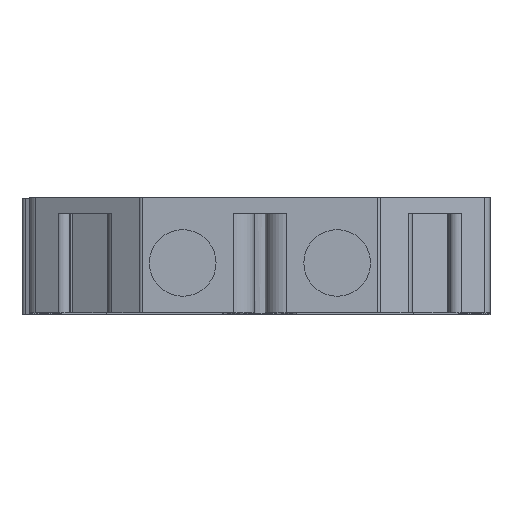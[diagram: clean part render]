
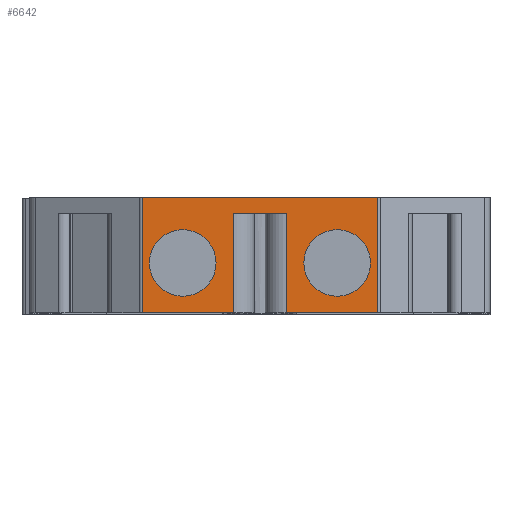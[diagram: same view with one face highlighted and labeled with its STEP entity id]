
A CAD part, top view. The second image highlights one B-rep face of the part: STEP entity #6642.
In plain terms, the highlighted planar face has unit normal (0, 0, 1).
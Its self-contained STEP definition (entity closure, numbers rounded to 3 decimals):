
#110=PLANE('',#7029);
#215=LINE('',#8701,#729);
#253=LINE('',#8831,#767);
#282=LINE('',#8924,#796);
#382=LINE('',#9167,#896);
#383=LINE('',#9169,#897);
#433=LINE('',#9307,#947);
#492=LINE('',#9476,#1006);
#493=LINE('',#9478,#1007);
#729=VECTOR('',#7292,1000.);
#767=VECTOR('',#7406,1000.);
#796=VECTOR('',#7473,1000.);
#896=VECTOR('',#7713,1000.);
#897=VECTOR('',#7716,1000.);
#947=VECTOR('',#7842,1000.);
#1006=VECTOR('',#7977,1000.);
#1007=VECTOR('',#7980,1000.);
#1861=ORIENTED_EDGE('',*,*,#2940,.F.);
#1862=ORIENTED_EDGE('',*,*,#3026,.T.);
#1863=ORIENTED_EDGE('',*,*,#2750,.F.);
#1864=ORIENTED_EDGE('',*,*,#2871,.T.);
#1865=ORIENTED_EDGE('',*,*,#2646,.T.);
#1866=ORIENTED_EDGE('',*,*,#2870,.T.);
#1867=ORIENTED_EDGE('',*,*,#2705,.T.);
#1868=ORIENTED_EDGE('',*,*,#3025,.T.);
#1869=ORIENTED_EDGE('',*,*,#2867,.F.);
#1870=ORIENTED_EDGE('',*,*,#2910,.F.);
#2646=EDGE_CURVE('',#3343,#3342,#215,.T.);
#2705=EDGE_CURVE('',#3397,#3396,#253,.T.);
#2750=EDGE_CURVE('',#3441,#3442,#282,.T.);
#2867=EDGE_CURVE('',#3513,#3513,#3869,.F.);
#2870=EDGE_CURVE('',#3342,#3397,#382,.T.);
#2871=EDGE_CURVE('',#3441,#3343,#383,.T.);
#2910=EDGE_CURVE('',#3537,#3537,#3882,.F.);
#2940=EDGE_CURVE('',#3564,#3565,#433,.T.);
#3025=EDGE_CURVE('',#3396,#3565,#492,.T.);
#3026=EDGE_CURVE('',#3564,#3442,#493,.F.);
#3342=VERTEX_POINT('',#8700);
#3343=VERTEX_POINT('',#8702);
#3396=VERTEX_POINT('',#8830);
#3397=VERTEX_POINT('',#8832);
#3441=VERTEX_POINT('',#8923);
#3442=VERTEX_POINT('',#8925);
#3513=VERTEX_POINT('',#9162);
#3537=VERTEX_POINT('',#9247);
#3564=VERTEX_POINT('',#9306);
#3565=VERTEX_POINT('',#9308);
#3869=CIRCLE('',#6949,3.15);
#3882=CIRCLE('',#6980,3.15);
#4111=EDGE_LOOP('',(#1861,#1862,#1863,#1864,#1865,#1866,#1867,#1868));
#4112=EDGE_LOOP('',(#1869));
#4113=EDGE_LOOP('',(#1870));
#4415=FACE_BOUND('',#4111,.T.);
#4416=FACE_BOUND('',#4112,.T.);
#4417=FACE_BOUND('',#4113,.T.);
#6642=ADVANCED_FACE('',(#4415,#4416,#4417),#110,.T.);
#6949=AXIS2_PLACEMENT_3D('',#9161,#7706,#7707);
#6980=AXIS2_PLACEMENT_3D('',#9246,#7798,#7799);
#7029=AXIS2_PLACEMENT_3D('',#9477,#7978,#7979);
#7292=DIRECTION('',(1.,0.,0.));
#7406=DIRECTION('',(1.,0.,0.));
#7473=DIRECTION('',(-1.,0.,0.));
#7706=DIRECTION('',(0.,0.,-1.));
#7707=DIRECTION('',(1.,0.,0.));
#7713=DIRECTION('',(0.,-1.,0.));
#7716=DIRECTION('',(0.,1.,0.));
#7798=DIRECTION('',(0.,0.,-1.));
#7799=DIRECTION('',(-1.,0.,0.));
#7842=DIRECTION('',(1.,0.,0.));
#7977=DIRECTION('',(0.,1.,0.));
#7978=DIRECTION('',(0.,0.,1.));
#7979=DIRECTION('',(1.,0.,0.));
#7980=DIRECTION('',(0.,1.,0.));
#8700=CARTESIAN_POINT('',(2.5,-1.5,35.3));
#8701=CARTESIAN_POINT('',(-11.15,-1.5,35.3));
#8702=CARTESIAN_POINT('',(-2.5,-1.5,35.3));
#8830=CARTESIAN_POINT('',(11.15,-10.9,35.3));
#8831=CARTESIAN_POINT('',(11.15,-10.9,35.3));
#8832=CARTESIAN_POINT('',(2.5,-10.9,35.3));
#8923=CARTESIAN_POINT('',(-2.5,-10.9,35.3));
#8924=CARTESIAN_POINT('',(-11.15,-10.9,35.3));
#8925=CARTESIAN_POINT('',(-11.15,-10.9,35.3));
#9161=CARTESIAN_POINT('',(7.3,-6.2,35.3));
#9162=CARTESIAN_POINT('',(10.45,-6.2,35.3));
#9167=CARTESIAN_POINT('',(2.5,-1.5,35.3));
#9169=CARTESIAN_POINT('',(-2.5,-10.9,35.3));
#9246=CARTESIAN_POINT('',(-7.3,-6.2,35.3));
#9247=CARTESIAN_POINT('',(-10.45,-6.2,35.3));
#9306=CARTESIAN_POINT('',(-11.15,0.,35.3));
#9307=CARTESIAN_POINT('',(-11.4,0.,35.3));
#9308=CARTESIAN_POINT('',(11.15,0.,35.3));
#9476=CARTESIAN_POINT('',(11.15,-1.,35.3));
#9477=CARTESIAN_POINT('',(-11.4,-1.,35.3));
#9478=CARTESIAN_POINT('',(-11.15,-1.,35.3));
